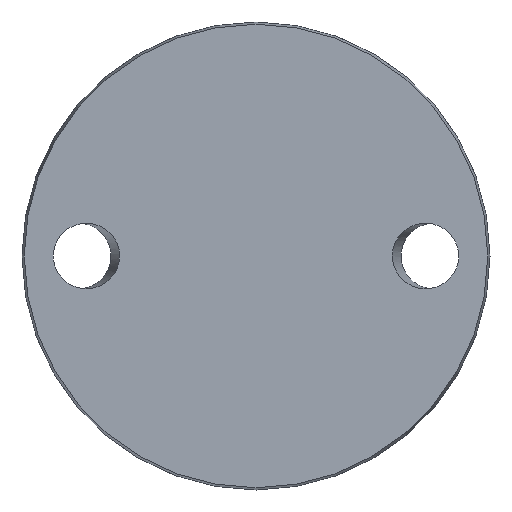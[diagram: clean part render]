
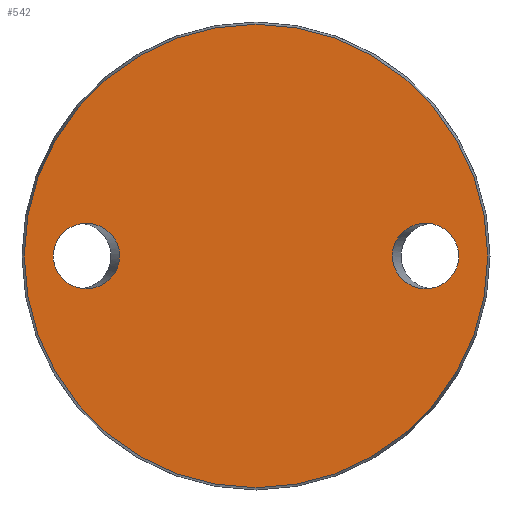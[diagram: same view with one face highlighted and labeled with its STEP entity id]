
A CAD part, front view. The second image highlights one B-rep face of the part: STEP entity #542.
In plain terms, the highlighted planar face has unit normal (0, -1, 0).
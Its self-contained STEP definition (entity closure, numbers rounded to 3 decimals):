
#36 =( BOUNDED_CURVE ( )  B_SPLINE_CURVE ( 3, ( #315, #830, #610, #779, #914, #675, #838 ),
 .UNSPECIFIED., .T., .F. ) 
 B_SPLINE_CURVE_WITH_KNOTS ( ( 4, 3, 4 ),
 ( 0., 3.142, 6.283 ),
 .UNSPECIFIED. ) 
 CURVE ( )  GEOMETRIC_REPRESENTATION_ITEM ( )  RATIONAL_B_SPLINE_CURVE ( ( 1., 0.333, 0.333, 1., 0.333, 0.333, 1. ) ) 
 REPRESENTATION_ITEM ( '' )  );
#61 = FACE_BOUND ( 'NONE', #280, .T. ) ;
#114 = CARTESIAN_POINT ( 'NONE',  ( 34.385, 0., 0. ) ) ;
#135 = CARTESIAN_POINT ( 'NONE',  ( -34.385, 0., 16.5 ) ) ;
#172 = VERTEX_POINT ( 'NONE', #262 ) ;
#184 = EDGE_CURVE ( 'NONE', #559, #559, #36, .T. ) ;
#199 = CARTESIAN_POINT ( 'NONE',  ( -58.425, 0., 0. ) ) ;
#262 = CARTESIAN_POINT ( 'NONE',  ( -51.115, 0., 0. ) ) ;
#280 = EDGE_LOOP ( 'NONE', ( #573 ) ) ;
#289 = CIRCLE ( 'NONE', #305, 58.425 ) ;
#305 = AXIS2_PLACEMENT_3D ( 'NONE', #425, #347, #564 ) ;
#315 = CARTESIAN_POINT ( 'NONE',  ( 34.385, 0., 0. ) ) ;
#343 = VERTEX_POINT ( 'NONE', #635 ) ;
#347 = DIRECTION ( 'NONE',  ( 0., -1., 0. ) ) ;
#425 = CARTESIAN_POINT ( 'NONE',  ( 0., 0., 0. ) ) ;
#441 = DIRECTION ( 'NONE',  ( 0., 0., 1. ) ) ;
#442 = AXIS2_PLACEMENT_3D ( 'NONE', #199, #453, #441 ) ;
#443 = EDGE_CURVE ( 'NONE', #343, #343, #289, .T. ) ;
#453 = DIRECTION ( 'NONE',  ( 0., 1., 0. ) ) ;
#542 = ADVANCED_FACE ( 'NONE', ( #969, #61, #575 ), #895, .F. ) ;
#559 = VERTEX_POINT ( 'NONE', #114 ) ;
#564 = DIRECTION ( 'NONE',  ( 0., 0., -1. ) ) ;
#570 = EDGE_CURVE ( 'NONE', #172, #172, #651, .T. ) ;
#573 = ORIENTED_EDGE ( 'NONE', *, *, #184, .F. ) ;
#575 = FACE_OUTER_BOUND ( 'NONE', #999, .T. ) ;
#586 = CARTESIAN_POINT ( 'NONE',  ( -34.385, 0., 0. ) ) ;
#590 = ORIENTED_EDGE ( 'NONE', *, *, #443, .T. ) ;
#610 = CARTESIAN_POINT ( 'NONE',  ( 51.115, 0., -16.5 ) ) ;
#635 = CARTESIAN_POINT ( 'NONE',  ( 0., 0., -58.425 ) ) ;
#651 =( BOUNDED_CURVE ( )  B_SPLINE_CURVE ( 3, ( #678, #994, #135, #586, #888, #816, #748 ),
 .UNSPECIFIED., .T., .F. ) 
 B_SPLINE_CURVE_WITH_KNOTS ( ( 4, 3, 4 ),
 ( 0., 3.142, 6.283 ),
 .UNSPECIFIED. ) 
 CURVE ( )  GEOMETRIC_REPRESENTATION_ITEM ( )  RATIONAL_B_SPLINE_CURVE ( ( 1., 0.333, 0.333, 1., 0.333, 0.333, 1. ) ) 
 REPRESENTATION_ITEM ( '' )  );
#675 = CARTESIAN_POINT ( 'NONE',  ( 34.385, 0., 16.5 ) ) ;
#678 = CARTESIAN_POINT ( 'NONE',  ( -51.115, 0., 0. ) ) ;
#738 = EDGE_LOOP ( 'NONE', ( #991 ) ) ;
#748 = CARTESIAN_POINT ( 'NONE',  ( -51.115, 0., 0. ) ) ;
#779 = CARTESIAN_POINT ( 'NONE',  ( 51.115, 0., 0. ) ) ;
#816 = CARTESIAN_POINT ( 'NONE',  ( -51.115, 0., -16.5 ) ) ;
#830 = CARTESIAN_POINT ( 'NONE',  ( 34.385, 0., -16.5 ) ) ;
#838 = CARTESIAN_POINT ( 'NONE',  ( 34.385, 0., 0. ) ) ;
#888 = CARTESIAN_POINT ( 'NONE',  ( -34.385, 0., -16.5 ) ) ;
#895 = PLANE ( 'NONE',  #442 ) ;
#914 = CARTESIAN_POINT ( 'NONE',  ( 51.115, 0., 16.5 ) ) ;
#969 = FACE_BOUND ( 'NONE', #738, .T. ) ;
#991 = ORIENTED_EDGE ( 'NONE', *, *, #570, .T. ) ;
#994 = CARTESIAN_POINT ( 'NONE',  ( -51.115, 0., 16.5 ) ) ;
#999 = EDGE_LOOP ( 'NONE', ( #590 ) ) ;
